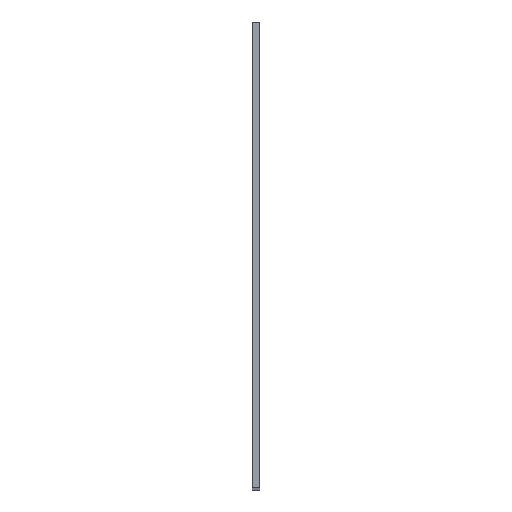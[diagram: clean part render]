
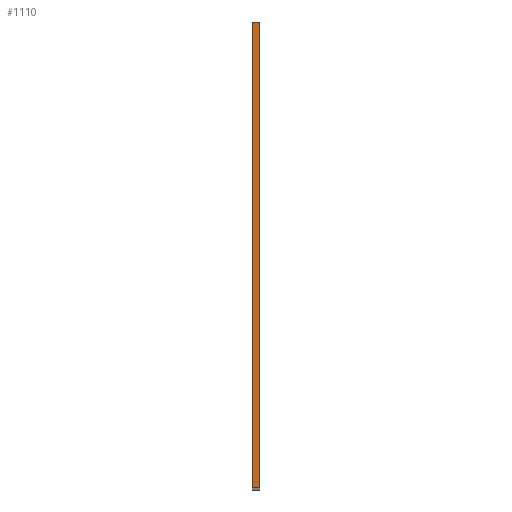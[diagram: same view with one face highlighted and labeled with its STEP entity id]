
A CAD part, top view. The second image highlights one B-rep face of the part: STEP entity #1110.
In plain terms, the highlighted planar face has unit normal (0, 0, 1).
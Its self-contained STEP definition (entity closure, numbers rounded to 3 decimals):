
#2 = AXIS2_PLACEMENT_3D ( 'NONE', #704, #675, #674 ) ;
#71 = EDGE_CURVE ( 'NONE', #621, #520, #1771, .T. ) ;
#171 = EDGE_CURVE ( 'NONE', #568, #520, #1170, .T. ) ;
#287 = EDGE_CURVE ( 'NONE', #621, #515, #306, .T. ) ;
#297 = EDGE_CURVE ( 'NONE', #515, #568, #1018, .T. ) ;
#306 = LINE ( 'NONE', #1667, #1134 ) ;
#358 = FACE_OUTER_BOUND ( 'NONE', #561, .T. ) ;
#515 = VERTEX_POINT ( 'NONE', #1706 ) ;
#520 = VERTEX_POINT ( 'NONE', #1710 ) ;
#561 = EDGE_LOOP ( 'NONE', ( #1337, #1285, #1295, #1320 ) ) ;
#568 = VERTEX_POINT ( 'NONE', #1412 ) ;
#621 = VERTEX_POINT ( 'NONE', #1497 ) ;
#655 = PLANE ( 'NONE',  #2 ) ;
#674 = DIRECTION ( 'NONE',  ( -1., 0., 0. ) ) ;
#675 = DIRECTION ( 'NONE',  ( 0., 0., -1. ) ) ;
#704 = CARTESIAN_POINT ( 'NONE',  ( 1.5, 94.21, 163. ) ) ;
#893 = CARTESIAN_POINT ( 'NONE',  ( 1.5, 94.21, 163. ) ) ;
#896 = DIRECTION ( 'NONE',  ( 0., 1., 0. ) ) ;
#1015 = VECTOR ( 'NONE', #1628, 1000. ) ;
#1018 = LINE ( 'NONE', #1629, #1015 ) ;
#1110 = ADVANCED_FACE ( 'NONE', ( #358 ), #655, .F. ) ;
#1131 = VECTOR ( 'NONE', #1677, 1000. ) ;
#1134 = VECTOR ( 'NONE', #1679, 1000. ) ;
#1170 = LINE ( 'NONE', #1642, #1131 ) ;
#1285 = ORIENTED_EDGE ( 'NONE', *, *, #171, .F. ) ;
#1295 = ORIENTED_EDGE ( 'NONE', *, *, #297, .F. ) ;
#1320 = ORIENTED_EDGE ( 'NONE', *, *, #287, .F. ) ;
#1337 = ORIENTED_EDGE ( 'NONE', *, *, #71, .T. ) ;
#1412 = CARTESIAN_POINT ( 'NONE',  ( 0., 94.21, 163. ) ) ;
#1497 = CARTESIAN_POINT ( 'NONE',  ( 1.5, 0., 163. ) ) ;
#1628 = DIRECTION ( 'NONE',  ( 0., 1., 0. ) ) ;
#1629 = CARTESIAN_POINT ( 'NONE',  ( 0., 94.21, 163. ) ) ;
#1642 = CARTESIAN_POINT ( 'NONE',  ( 0., 94.21, 163. ) ) ;
#1667 = CARTESIAN_POINT ( 'NONE',  ( 1.5, 0., 163. ) ) ;
#1677 = DIRECTION ( 'NONE',  ( 1., 0., 0. ) ) ;
#1679 = DIRECTION ( 'NONE',  ( -1., 0., 0. ) ) ;
#1706 = CARTESIAN_POINT ( 'NONE',  ( 0., 0., 163. ) ) ;
#1710 = CARTESIAN_POINT ( 'NONE',  ( 1.5, 94.21, 163. ) ) ;
#1767 = VECTOR ( 'NONE', #896, 1000. ) ;
#1771 = LINE ( 'NONE', #893, #1767 ) ;
